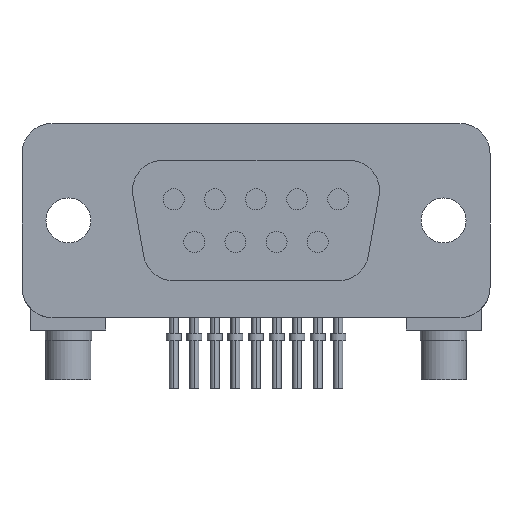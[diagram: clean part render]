
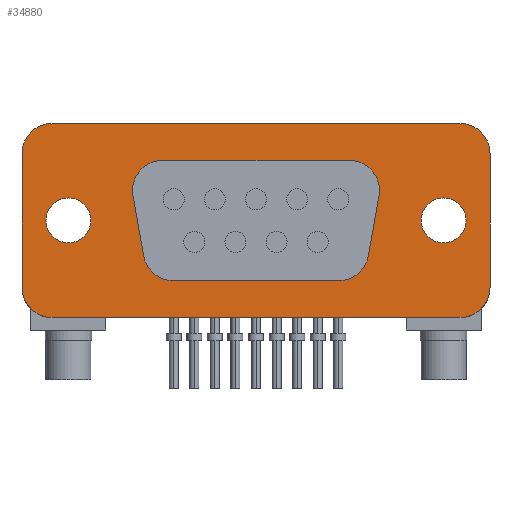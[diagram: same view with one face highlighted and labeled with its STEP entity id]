
A CAD part, front view. The second image highlights one B-rep face of the part: STEP entity #34880.
In plain terms, the highlighted face is planar.
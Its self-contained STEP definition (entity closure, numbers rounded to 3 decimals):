
#750=CARTESIAN_POINT('',(-222.401,186.932,13.22));
#760=VERTEX_POINT('',#750);
#1010=CARTESIAN_POINT('',(-220.401,184.932,13.22));
#1020=VERTEX_POINT('',#1010);
#1050=CARTESIAN_POINT('',(-220.401,186.932,13.22));
#1060=DIRECTION('',(0.,0.,-1.));
#1070=DIRECTION('',(-1.,0.,0.));
#1080=AXIS2_PLACEMENT_3D('',#1050,#1060,#1070);
#1090=CIRCLE('',#1080,2.);
#1100=EDGE_CURVE('',#1020,#760,#1090,.T.);
#2360=CARTESIAN_POINT('',(-217.436,188.027,13.22));
#2370=VERTEX_POINT('',#2360);
#2400=CARTESIAN_POINT('',(-215.936,188.027,13.22));
#2410=DIRECTION('',(0.,0.,1.));
#2420=DIRECTION('',(-1.,0.,0.));
#2430=AXIS2_PLACEMENT_3D('',#2400,#2410,#2420);
#2440=CIRCLE('',#2430,1.5);
#2450=CARTESIAN_POINT('',(-214.436,188.027,13.22));
#2460=VERTEX_POINT('',#2450);
#2470=EDGE_CURVE('',#2370,#2460,#2440,.T.);
#3080=CARTESIAN_POINT('',(0.,184.932,13.22));
#3090=DIRECTION('',(1.,0.,0.));
#3100=VECTOR('',#3090,1.);
#3110=LINE('',#3080,#3100);
#3120=CARTESIAN_POINT('',(-211.471,184.932,13.22));
#3130=VERTEX_POINT('',#3120);
#3140=EDGE_CURVE('',#1020,#3130,#3110,.T.);
#4490=CARTESIAN_POINT('',(-211.471,186.932,13.22));
#4500=DIRECTION('',(0.,0.,1.));
#4510=DIRECTION('',(1.,0.,0.));
#4520=AXIS2_PLACEMENT_3D('',#4490,#4500,#4510);
#4530=CIRCLE('',#4520,2.);
#4540=CARTESIAN_POINT('',(-209.471,186.932,13.22));
#4550=VERTEX_POINT('',#4540);
#4560=EDGE_CURVE('',#3130,#4550,#4530,.T.);
#8850=CARTESIAN_POINT('',(-219.946,206.048,13.22));
#8860=VERTEX_POINT('',#8850);
#8890=CARTESIAN_POINT('',(-219.946,-0.04,13.22));
#8900=DIRECTION('',(0.,1.,0.));
#8910=VECTOR('',#8900,1.);
#8920=LINE('',#8890,#8910);
#8930=CARTESIAN_POINT('',(-219.946,195.006,13.22));
#8940=VERTEX_POINT('',#8930);
#8950=EDGE_CURVE('',#8940,#8860,#8920,.T.);
#22450=CARTESIAN_POINT('',(-213.926,206.757,13.22));
#22460=DIRECTION('',(0.,0.,1.));
#22470=DIRECTION('',(1.,0.,0.));
#22480=AXIS2_PLACEMENT_3D('',#22450,#22460,#22470);
#22490=CIRCLE('',#22480,2.);
#22500=CARTESIAN_POINT('',(-211.926,206.757,13.22));
#22510=VERTEX_POINT('',#22500);
#22520=CARTESIAN_POINT('',(-214.273,208.727,13.22));
#22530=VERTEX_POINT('',#22520);
#22540=EDGE_CURVE('',#22510,#22530,#22490,.T.);
#25810=CARTESIAN_POINT('',(0.,246.509,13.22));
#25820=DIRECTION('',(0.985,0.174,0.));
#25830=VECTOR('',#25820,1.);
#25840=LINE('',#25810,#25830);
#25850=CARTESIAN_POINT('',(-218.293,208.018,13.22));
#25860=VERTEX_POINT('',#25850);
#25870=EDGE_CURVE('',#25860,#22530,#25840,.T.);
#27400=CARTESIAN_POINT('',(-213.926,194.297,13.22));
#27410=DIRECTION('',(0.,0.,1.));
#27420=DIRECTION('',(1.,0.,0.));
#27430=AXIS2_PLACEMENT_3D('',#27400,#27410,#27420);
#27440=CIRCLE('',#27430,2.);
#27450=CARTESIAN_POINT('',(-214.273,192.328,13.22));
#27460=VERTEX_POINT('',#27450);
#27470=CARTESIAN_POINT('',(-211.926,194.297,13.22));
#27480=VERTEX_POINT('',#27470);
#27490=EDGE_CURVE('',#27460,#27480,#27440,.T.);
#29310=CARTESIAN_POINT('',(-218.293,193.036,13.22));
#29320=VERTEX_POINT('',#29310);
#29350=CARTESIAN_POINT('',(0.,154.546,13.22));
#29360=DIRECTION('',(-0.985,0.174,0.));
#29370=VECTOR('',#29360,1.);
#29380=LINE('',#29350,#29370);
#29390=EDGE_CURVE('',#27460,#29320,#29380,.T.);
#30940=CARTESIAN_POINT('',(-211.926,-0.04,13.22));
#30950=DIRECTION('',(0.,-1.,0.));
#30960=VECTOR('',#30950,1.);
#30970=LINE('',#30940,#30960);
#30980=EDGE_CURVE('',#22510,#27480,#30970,.T.);
#32540=CARTESIAN_POINT('',(-217.946,195.006,13.22));
#32550=DIRECTION('',(0.,0.,-1.));
#32560=DIRECTION('',(-1.,0.,0.));
#32570=AXIS2_PLACEMENT_3D('',#32540,#32550,#32560);
#32580=CIRCLE('',#32570,2.);
#32590=EDGE_CURVE('',#29320,#8940,#32580,.T.);
#34020=CARTESIAN_POINT('',(-216.595,238.322,13.22));
#34030=DIRECTION('',(0.,0.,1.));
#34040=DIRECTION('',(-1.,0.,0.));
#34050=AXIS2_PLACEMENT_3D('',#34020,#34030,#34040);
#34060=PLANE('',#34050);
#34070=CARTESIAN_POINT('',(-215.936,213.027,13.22));
#34080=DIRECTION('',(0.,0.,1.));
#34090=DIRECTION('',(-1.,0.,0.));
#34100=AXIS2_PLACEMENT_3D('',#34070,#34080,#34090);
#34110=CIRCLE('',#34100,1.5);
#34120=CARTESIAN_POINT('',(-217.436,213.027,13.22));
#34130=VERTEX_POINT('',#34120);
#34140=CARTESIAN_POINT('',(-214.436,213.027,13.22));
#34150=VERTEX_POINT('',#34140);
#34160=EDGE_CURVE('',#34130,#34150,#34110,.T.);
#34170=ORIENTED_EDGE('',*,*,#34160,.T.);
#34180=EDGE_CURVE('',#34150,#34130,#34110,.T.);
#34190=ORIENTED_EDGE('',*,*,#34180,.T.);
#34200=EDGE_LOOP('',(#34190,#34170));
#34210=FACE_BOUND('',#34200,.T.);
#34220=ORIENTED_EDGE('',*,*,#2470,.T.);
#34230=EDGE_CURVE('',#2460,#2370,#2440,.T.);
#34240=ORIENTED_EDGE('',*,*,#34230,.T.);
#34250=EDGE_LOOP('',(#34240,#34220));
#34260=FACE_BOUND('',#34250,.T.);
#34270=CARTESIAN_POINT('',(-217.946,206.048,13.22));
#34280=DIRECTION('',(0.,0.,1.));
#34290=DIRECTION('',(1.,0.,0.));
#34300=AXIS2_PLACEMENT_3D('',#34270,#34280,#34290);
#34310=CIRCLE('',#34300,2.);
#34320=EDGE_CURVE('',#25860,#8860,#34310,.T.);
#34330=ORIENTED_EDGE('',*,*,#34320,.T.);
#34340=ORIENTED_EDGE('',*,*,#25870,.F.);
#34350=ORIENTED_EDGE('',*,*,#22540,.T.);
#34360=ORIENTED_EDGE('',*,*,#30980,.F.);
#34370=ORIENTED_EDGE('',*,*,#27490,.T.);
#34380=ORIENTED_EDGE('',*,*,#29390,.F.);
#34390=ORIENTED_EDGE('',*,*,#32590,.F.);
#34400=ORIENTED_EDGE('',*,*,#8950,.F.);
#34410=EDGE_LOOP('',(#34400,#34390,#34380,#34370,#34360,#34350,#34340,
#34330));
#34420=FACE_BOUND('',#34410,.T.);
#34430=ORIENTED_EDGE('',*,*,#1100,.T.);
#34440=ORIENTED_EDGE('',*,*,#3140,.F.);
#34450=ORIENTED_EDGE('',*,*,#4560,.F.);
#34460=CARTESIAN_POINT('',(-209.471,0.,13.22));
#34470=DIRECTION('',(0.,1.,0.));
#34480=VECTOR('',#34470,1.);
#34490=LINE('',#34460,#34480);
#34500=CARTESIAN_POINT('',(-209.471,214.122,13.22));
#34510=VERTEX_POINT('',#34500);
#34520=EDGE_CURVE('',#4550,#34510,#34490,.T.);
#34530=ORIENTED_EDGE('',*,*,#34520,.F.);
#34540=CARTESIAN_POINT('',(-211.471,214.122,13.22));
#34550=DIRECTION('',(0.,0.,-1.));
#34560=DIRECTION('',(-1.,0.,0.));
#34570=AXIS2_PLACEMENT_3D('',#34540,#34550,#34560);
#34580=CIRCLE('',#34570,2.);
#34590=CARTESIAN_POINT('',(-211.471,216.122,13.22));
#34600=VERTEX_POINT('',#34590);
#34610=EDGE_CURVE('',#34600,#34510,#34580,.T.);
#34620=ORIENTED_EDGE('',*,*,#34610,.T.);
#34630=CARTESIAN_POINT('',(0.,216.122,13.22));
#34640=DIRECTION('',(-1.,0.,0.));
#34650=VECTOR('',#34640,1.);
#34660=LINE('',#34630,#34650);
#34670=CARTESIAN_POINT('',(-220.401,216.122,13.22));
#34680=VERTEX_POINT('',#34670);
#34690=EDGE_CURVE('',#34600,#34680,#34660,.T.);
#34700=ORIENTED_EDGE('',*,*,#34690,.F.);
#34710=CARTESIAN_POINT('',(-220.401,214.122,13.22));
#34720=DIRECTION('',(0.,0.,1.));
#34730=DIRECTION('',(1.,0.,0.));
#34740=AXIS2_PLACEMENT_3D('',#34710,#34720,#34730);
#34750=CIRCLE('',#34740,2.);
#34760=CARTESIAN_POINT('',(-222.401,214.122,13.22));
#34770=VERTEX_POINT('',#34760);
#34780=EDGE_CURVE('',#34680,#34770,#34750,.T.);
#34790=ORIENTED_EDGE('',*,*,#34780,.F.);
#34800=CARTESIAN_POINT('',(-222.401,0.,13.22));
#34810=DIRECTION('',(0.,-1.,0.));
#34820=VECTOR('',#34810,1.);
#34830=LINE('',#34800,#34820);
#34840=EDGE_CURVE('',#34770,#760,#34830,.T.);
#34850=ORIENTED_EDGE('',*,*,#34840,.F.);
#34860=EDGE_LOOP('',(#34850,#34790,#34700,#34620,#34530,#34450,#34440,
#34430));
#34870=FACE_OUTER_BOUND('',#34860,.T.);
#34880=ADVANCED_FACE('',(#34210,#34260,#34420,#34870),#34060,.F.);
